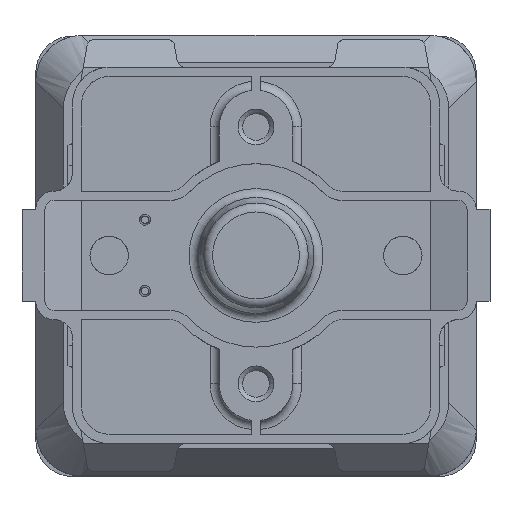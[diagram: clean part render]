
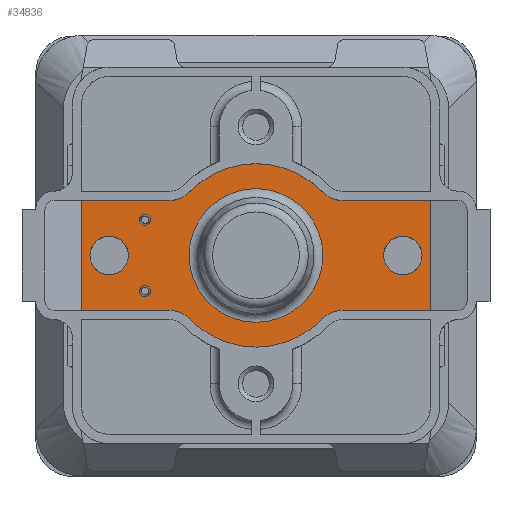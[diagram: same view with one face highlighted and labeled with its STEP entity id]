
A CAD part, top view. The second image highlights one B-rep face of the part: STEP entity #34836.
In plain terms, the highlighted planar face has unit normal (0, 0, 1).
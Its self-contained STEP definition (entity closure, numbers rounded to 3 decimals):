
#1858=LINE('',#58282,#4517);
#1859=LINE('',#58284,#4518);
#1862=LINE('',#58290,#4521);
#1869=LINE('',#58315,#4528);
#1870=LINE('',#58317,#4529);
#1873=LINE('',#58323,#4532);
#4517=VECTOR('',#40818,1000.);
#4518=VECTOR('',#40821,1000.);
#4521=VECTOR('',#40826,1000.);
#4528=VECTOR('',#40853,1000.);
#4529=VECTOR('',#40856,1000.);
#4532=VECTOR('',#40861,1000.);
#10195=ORIENTED_EDGE('',*,*,#15827,.F.);
#10196=ORIENTED_EDGE('',*,*,#16372,.F.);
#10197=ORIENTED_EDGE('',*,*,#16373,.F.);
#10198=ORIENTED_EDGE('',*,*,#15825,.F.);
#10199=ORIENTED_EDGE('',*,*,#15823,.T.);
#10200=ORIENTED_EDGE('',*,*,#15820,.T.);
#10201=ORIENTED_EDGE('',*,*,#15819,.F.);
#10202=ORIENTED_EDGE('',*,*,#15814,.F.);
#10203=ORIENTED_EDGE('',*,*,#15811,.T.);
#10204=ORIENTED_EDGE('',*,*,#15808,.F.);
#10205=ORIENTED_EDGE('',*,*,#15806,.F.);
#10206=ORIENTED_EDGE('',*,*,#15803,.T.);
#10207=ORIENTED_EDGE('',*,*,#15802,.T.);
#10208=ORIENTED_EDGE('',*,*,#15797,.F.);
#10209=ORIENTED_EDGE('',*,*,#15793,.T.);
#10210=ORIENTED_EDGE('',*,*,#15792,.F.);
#10211=ORIENTED_EDGE('',*,*,#15791,.F.);
#15791=EDGE_CURVE('',#19296,#19296,#21254,.T.);
#15792=EDGE_CURVE('',#19297,#19297,#21255,.T.);
#15793=EDGE_CURVE('',#19298,#19299,#21256,.T.);
#15797=EDGE_CURVE('',#19298,#19302,#21258,.T.);
#15802=EDGE_CURVE('',#19304,#19302,#1858,.T.);
#15803=EDGE_CURVE('',#19305,#19304,#1859,.T.);
#15806=EDGE_CURVE('',#19305,#19307,#1862,.T.);
#15808=EDGE_CURVE('',#19307,#19308,#21260,.T.);
#15811=EDGE_CURVE('',#19310,#19308,#21262,.T.);
#15814=EDGE_CURVE('',#19310,#19312,#21264,.T.);
#15819=EDGE_CURVE('',#19312,#19314,#1869,.T.);
#15820=EDGE_CURVE('',#19315,#19314,#1870,.T.);
#15823=EDGE_CURVE('',#19317,#19315,#1873,.T.);
#15825=EDGE_CURVE('',#19317,#19299,#21266,.T.);
#15827=EDGE_CURVE('',#19318,#19318,#21268,.T.);
#16372=EDGE_CURVE('',#19658,#19658,#21340,.T.);
#16373=EDGE_CURVE('',#19659,#19659,#21341,.T.);
#19296=VERTEX_POINT('',#58259);
#19297=VERTEX_POINT('',#58262);
#19298=VERTEX_POINT('',#58265);
#19299=VERTEX_POINT('',#58266);
#19302=VERTEX_POINT('',#58274);
#19304=VERTEX_POINT('',#58280);
#19305=VERTEX_POINT('',#58285);
#19307=VERTEX_POINT('',#58291);
#19308=VERTEX_POINT('',#58295);
#19310=VERTEX_POINT('',#58301);
#19312=VERTEX_POINT('',#58307);
#19314=VERTEX_POINT('',#58313);
#19315=VERTEX_POINT('',#58318);
#19317=VERTEX_POINT('',#58324);
#19318=VERTEX_POINT('',#58331);
#19658=VERTEX_POINT('',#59473);
#19659=VERTEX_POINT('',#59475);
#21254=CIRCLE('',#36481,0.6);
#21255=CIRCLE('',#36483,0.6);
#21256=CIRCLE('',#36485,10.);
#21258=CIRCLE('',#36488,3.);
#21260=CIRCLE('',#36494,3.);
#21262=CIRCLE('',#36497,10.);
#21264=CIRCLE('',#36500,3.);
#21266=CIRCLE('',#36506,3.);
#21268=CIRCLE('',#36509,7.286);
#21340=CIRCLE('',#36794,2.1);
#21341=CIRCLE('',#36795,2.1);
#22657=EDGE_LOOP('',(#10195));
#22658=EDGE_LOOP('',(#10196));
#22659=EDGE_LOOP('',(#10197));
#22660=EDGE_LOOP('',(#10198,#10199,#10200,#10201,#10202,#10203,#10204,#10205,
#10206,#10207,#10208,#10209));
#22661=EDGE_LOOP('',(#10210));
#22662=EDGE_LOOP('',(#10211));
#24306=FACE_BOUND('',#22657,.T.);
#24307=FACE_BOUND('',#22658,.T.);
#24308=FACE_BOUND('',#22659,.T.);
#24309=FACE_BOUND('',#22660,.T.);
#24310=FACE_BOUND('',#22661,.T.);
#24311=FACE_BOUND('',#22662,.T.);
#25609=PLANE('',#36793);
#34836=ADVANCED_FACE('',(#24306,#24307,#24308,#24309,#24310,#24311),#25609,
 .T.);
#36481=AXIS2_PLACEMENT_3D('',#58258,#40793,#40794);
#36483=AXIS2_PLACEMENT_3D('',#58261,#40797,#40798);
#36485=AXIS2_PLACEMENT_3D('',#58264,#40801,#40802);
#36488=AXIS2_PLACEMENT_3D('',#58273,#40809,#40810);
#36494=AXIS2_PLACEMENT_3D('',#58294,#40830,#40831);
#36497=AXIS2_PLACEMENT_3D('',#58300,#40837,#40838);
#36500=AXIS2_PLACEMENT_3D('',#58306,#40844,#40845);
#36506=AXIS2_PLACEMENT_3D('',#58327,#40865,#40866);
#36509=AXIS2_PLACEMENT_3D('',#58330,#40871,#40872);
#36793=AXIS2_PLACEMENT_3D('',#59471,#41888,#41889);
#36794=AXIS2_PLACEMENT_3D('',#59472,#41890,#41891);
#36795=AXIS2_PLACEMENT_3D('',#59474,#41892,#41893);
#40793=DIRECTION('',(0.,0.,1.));
#40794=DIRECTION('',(1.,0.,0.));
#40797=DIRECTION('',(0.,0.,1.));
#40798=DIRECTION('',(1.,0.,0.));
#40801=DIRECTION('',(0.,0.,1.));
#40802=DIRECTION('',(1.,0.,0.));
#40809=DIRECTION('',(0.,0.,1.));
#40810=DIRECTION('',(1.,0.,0.));
#40818=DIRECTION('',(-1.,0.,0.));
#40821=DIRECTION('',(0.,1.,0.));
#40826=DIRECTION('',(-1.,0.,0.));
#40830=DIRECTION('',(0.,0.,1.));
#40831=DIRECTION('',(1.,0.,0.));
#40837=DIRECTION('',(0.,0.,1.));
#40838=DIRECTION('',(1.,0.,0.));
#40844=DIRECTION('',(0.,0.,1.));
#40845=DIRECTION('',(1.,0.,0.));
#40853=DIRECTION('',(-1.,0.,0.));
#40856=DIRECTION('',(0.,-1.,0.));
#40861=DIRECTION('',(-1.,0.,0.));
#40865=DIRECTION('',(0.,0.,1.));
#40866=DIRECTION('',(1.,0.,0.));
#40871=DIRECTION('',(0.,0.,1.));
#40872=DIRECTION('',(1.,0.,0.));
#41888=DIRECTION('',(0.,0.,1.));
#41889=DIRECTION('',(1.,0.,0.));
#41890=DIRECTION('',(0.,0.,1.));
#41891=DIRECTION('',(1.,0.,0.));
#41892=DIRECTION('',(0.,0.,1.));
#41893=DIRECTION('',(1.,0.,0.));
#58258=CARTESIAN_POINT('',(-12.111,-3.889,2.));
#58259=CARTESIAN_POINT('',(-11.511,-3.889,2.));
#58261=CARTESIAN_POINT('',(-12.111,3.889,2.));
#58262=CARTESIAN_POINT('',(-11.511,3.889,2.));
#58264=CARTESIAN_POINT('',(0.,0.,2.));
#58265=CARTESIAN_POINT('',(7.216,6.923,2.));
#58266=CARTESIAN_POINT('',(-7.216,6.923,2.));
#58273=CARTESIAN_POINT('',(9.381,9.,2.));
#58274=CARTESIAN_POINT('',(9.381,6.,2.));
#58280=CARTESIAN_POINT('',(19.,6.,2.));
#58282=CARTESIAN_POINT('',(-16.,6.,2.));
#58284=CARTESIAN_POINT('',(19.,-16.5,2.));
#58285=CARTESIAN_POINT('',(19.,-6.,2.));
#58290=CARTESIAN_POINT('',(-16.,-6.,2.));
#58291=CARTESIAN_POINT('',(9.381,-6.,2.));
#58294=CARTESIAN_POINT('',(9.381,-9.,2.));
#58295=CARTESIAN_POINT('',(7.216,-6.923,2.));
#58300=CARTESIAN_POINT('',(0.,0.,2.));
#58301=CARTESIAN_POINT('',(-7.216,-6.923,2.));
#58306=CARTESIAN_POINT('',(-9.381,-9.,2.));
#58307=CARTESIAN_POINT('',(-9.381,-6.,2.));
#58313=CARTESIAN_POINT('',(-19.,-6.,2.));
#58315=CARTESIAN_POINT('',(-16.,-6.,2.));
#58317=CARTESIAN_POINT('',(-19.,12.323,2.));
#58318=CARTESIAN_POINT('',(-19.,6.,2.));
#58323=CARTESIAN_POINT('',(-16.,6.,2.));
#58324=CARTESIAN_POINT('',(-9.381,6.,2.));
#58327=CARTESIAN_POINT('',(-9.381,9.,2.));
#58330=CARTESIAN_POINT('',(0.,0.,2.));
#58331=CARTESIAN_POINT('',(7.286,0.,2.));
#59471=CARTESIAN_POINT('',(-16.,-16.5,2.));
#59472=CARTESIAN_POINT('',(16.,0.,2.));
#59473=CARTESIAN_POINT('',(18.1,0.,2.));
#59474=CARTESIAN_POINT('',(-16.,0.,2.));
#59475=CARTESIAN_POINT('',(-13.9,0.,2.));
